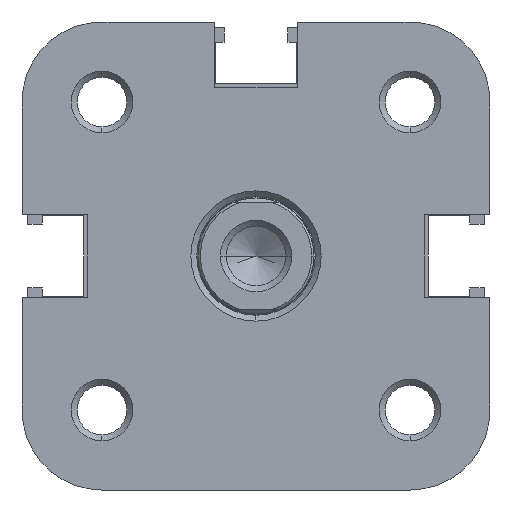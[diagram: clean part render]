
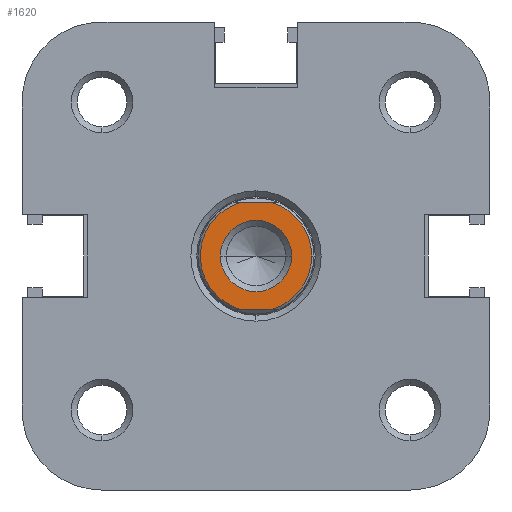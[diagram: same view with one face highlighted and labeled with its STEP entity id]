
A CAD part, left-side view. The second image highlights one B-rep face of the part: STEP entity #1620.
In plain terms, the highlighted face is planar.
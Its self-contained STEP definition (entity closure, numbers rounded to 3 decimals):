
#181 = FACE_BOUND ( 'NONE', #1412, .T. ) ;
#191 = FACE_OUTER_BOUND ( 'NONE', #1347, .T. ) ;
#929 = CIRCLE ( 'NONE', #2553, 4.7 ) ;
#997 = CIRCLE ( 'NONE', #2565, 3. ) ;
#1058 = CIRCLE ( 'NONE', #2579, 4.7 ) ;
#1167 = ORIENTED_EDGE ( 'NONE', *, *, #2165, .F. ) ;
#1190 = ORIENTED_EDGE ( 'NONE', *, *, #2162, .F. ) ;
#1277 = ORIENTED_EDGE ( 'NONE', *, *, #2066, .F. ) ;
#1278 = ORIENTED_EDGE ( 'NONE', *, *, #2153, .F. ) ;
#1347 = EDGE_LOOP ( 'NONE', ( #1421, #1190, #1167, #1278, #1277 ) ) ;
#1412 = EDGE_LOOP ( 'NONE', ( #1423, #1493 ) ) ;
#1421 = ORIENTED_EDGE ( 'NONE', *, *, #2168, .T. ) ;
#1423 = ORIENTED_EDGE ( 'NONE', *, *, #2167, .F. ) ;
#1493 = ORIENTED_EDGE ( 'NONE', *, *, #2106, .F. ) ;
#1620 = ADVANCED_FACE ( 'NONE', ( #181, #191 ), #5502, .F. ) ;
#2066 = EDGE_CURVE ( 'NONE', #4762, #4765, #929, .T. ) ;
#2106 = EDGE_CURVE ( 'NONE', #4720, #4722, #997, .T. ) ;
#2153 = EDGE_CURVE ( 'NONE', #4765, #4781, #1058, .T. ) ;
#2162 = EDGE_CURVE ( 'NONE', #4780, #4779, #3772, .T. ) ;
#2165 = EDGE_CURVE ( 'NONE', #4781, #4780, #3767, .T. ) ;
#2167 = EDGE_CURVE ( 'NONE', #4722, #4720, #3779, .T. ) ;
#2168 = EDGE_CURVE ( 'NONE', #4762, #4779, #3774, .T. ) ;
#2342 = AXIS2_PLACEMENT_3D ( 'NONE', #5501, #5503, #5504 ) ;
#2553 = AXIS2_PLACEMENT_3D ( 'NONE', #3346, #3355, #3356 ) ;
#2565 = AXIS2_PLACEMENT_3D ( 'NONE', #3444, #3445, #3446 ) ;
#2579 = AXIS2_PLACEMENT_3D ( 'NONE', #3567, #3572, #3573 ) ;
#2587 = AXIS2_PLACEMENT_3D ( 'NONE', #3592, #3599, #3600 ) ;
#2590 = AXIS2_PLACEMENT_3D ( 'NONE', #3609, #3613, #3614 ) ;
#3346 = CARTESIAN_POINT ( 'NONE',  ( 451., 0., 0. ) ) ;
#3355 = DIRECTION ( 'NONE',  ( -1., 0., 0. ) ) ;
#3356 = DIRECTION ( 'NONE',  ( 0., 0., -1. ) ) ;
#3444 = CARTESIAN_POINT ( 'NONE',  ( 451., 0., 0. ) ) ;
#3445 = DIRECTION ( 'NONE',  ( 1., 0., 0. ) ) ;
#3446 = DIRECTION ( 'NONE',  ( 0., 0., -1. ) ) ;
#3567 = CARTESIAN_POINT ( 'NONE',  ( 451., 0., 0. ) ) ;
#3572 = DIRECTION ( 'NONE',  ( -1., 0., 0. ) ) ;
#3573 = DIRECTION ( 'NONE',  ( 0., 0., -1. ) ) ;
#3592 = CARTESIAN_POINT ( 'NONE',  ( 451., 0., 0. ) ) ;
#3599 = DIRECTION ( 'NONE',  ( -1., 0., 0. ) ) ;
#3600 = DIRECTION ( 'NONE',  ( 0., 0., -1. ) ) ;
#3606 = CARTESIAN_POINT ( 'NONE',  ( 451., -4.5, -12.5 ) ) ;
#3607 = DIRECTION ( 'NONE',  ( 0., 0., 1. ) ) ;
#3609 = CARTESIAN_POINT ( 'NONE',  ( 451., 0., 0. ) ) ;
#3613 = DIRECTION ( 'NONE',  ( 1., 0., 0. ) ) ;
#3614 = DIRECTION ( 'NONE',  ( 0., 0., -1. ) ) ;
#3616 = CARTESIAN_POINT ( 'NONE',  ( 451., 4.5, -12.5 ) ) ;
#3617 = DIRECTION ( 'NONE',  ( 0., 0., 1. ) ) ;
#3724 = CARTESIAN_POINT ( 'NONE',  ( 451., 0., -3. ) ) ;
#3726 = CARTESIAN_POINT ( 'NONE',  ( 451., 0., 3. ) ) ;
#3760 = CARTESIAN_POINT ( 'NONE',  ( 451., 4.5, -1.356 ) ) ;
#3767 = LINE ( 'NONE', #3606, #3771 ) ;
#3771 = VECTOR ( 'NONE', #3607, 1000. ) ;
#3772 = CIRCLE ( 'NONE', #2587, 4.7 ) ;
#3774 = LINE ( 'NONE', #3616, #3776 ) ;
#3776 = VECTOR ( 'NONE', #3617, 1000. ) ;
#3779 = CIRCLE ( 'NONE', #2590, 3. ) ;
#4720 = VERTEX_POINT ( 'NONE', #3724 ) ;
#4722 = VERTEX_POINT ( 'NONE', #3726 ) ;
#4762 = VERTEX_POINT ( 'NONE', #3760 ) ;
#4765 = VERTEX_POINT ( 'NONE', #5934 ) ;
#4779 = VERTEX_POINT ( 'NONE', #5948 ) ;
#4780 = VERTEX_POINT ( 'NONE', #5949 ) ;
#4781 = VERTEX_POINT ( 'NONE', #5950 ) ;
#5501 = CARTESIAN_POINT ( 'NONE',  ( 451., 0., 0. ) ) ;
#5502 = PLANE ( 'NONE',  #2342 ) ;
#5503 = DIRECTION ( 'NONE',  ( -1., 0., 0. ) ) ;
#5504 = DIRECTION ( 'NONE',  ( 0., 0., -1. ) ) ;
#5934 = CARTESIAN_POINT ( 'NONE',  ( 451., 0., -4.7 ) ) ;
#5948 = CARTESIAN_POINT ( 'NONE',  ( 451., 4.5, 1.356 ) ) ;
#5949 = CARTESIAN_POINT ( 'NONE',  ( 451., -4.5, 1.356 ) ) ;
#5950 = CARTESIAN_POINT ( 'NONE',  ( 451., -4.5, -1.356 ) ) ;
